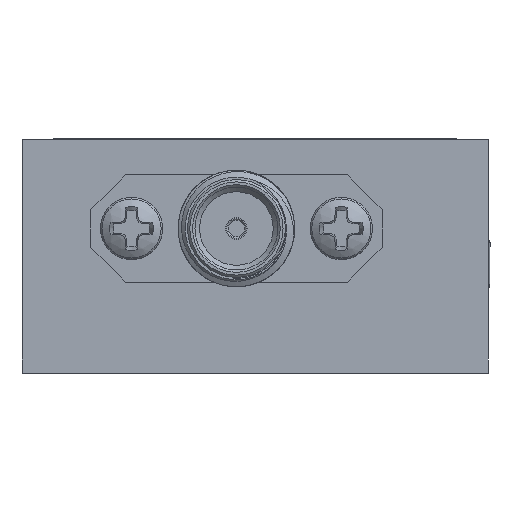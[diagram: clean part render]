
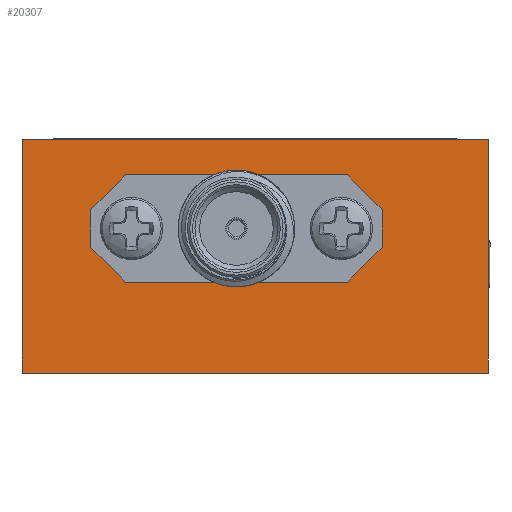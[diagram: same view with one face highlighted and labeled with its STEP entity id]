
A CAD part, left-side view. The second image highlights one B-rep face of the part: STEP entity #20307.
In plain terms, the highlighted planar face has unit normal (-1, 0, 0).
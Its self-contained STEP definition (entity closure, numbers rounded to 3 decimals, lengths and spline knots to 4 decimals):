
#1057 = CARTESIAN_POINT ( 'NONE',  ( -0.535, 0.2163, -0.1162 ) ) ;
#1520 = CARTESIAN_POINT ( 'NONE',  ( -0.535, 0.5, 0.25 ) ) ;
#1671 = CARTESIAN_POINT ( 'NONE',  ( -0.535, -0.5, 0.25 ) ) ;
#1749 = DIRECTION ( 'NONE',  ( 0., -0.707, 0.707 ) ) ;
#2512 = ORIENTED_EDGE ( 'NONE', *, *, #33244, .F. ) ;
#2726 = LINE ( 'NONE', #29158, #17156 ) ;
#2810 = PLANE ( 'NONE',  #39840 ) ;
#2879 = DIRECTION ( 'NONE',  ( 0., -1., 0. ) ) ;
#2914 = DIRECTION ( 'NONE',  ( 0., -1., 0. ) ) ;
#3187 = LINE ( 'NONE', #1057, #31679 ) ;
#3295 = VERTEX_POINT ( 'NONE', #17569 ) ;
#3850 = FACE_OUTER_BOUND ( 'NONE', #39212, .T. ) ;
#4375 = DIRECTION ( 'NONE',  ( 0., 0.707, 0.707 ) ) ;
#4437 = DIRECTION ( 'NONE',  ( 0., 0., 1. ) ) ;
#4943 = EDGE_CURVE ( 'NONE', #12875, #39416, #27358, .T. ) ;
#5053 = ORIENTED_EDGE ( 'NONE', *, *, #17954, .T. ) ;
#5552 = EDGE_CURVE ( 'NONE', #12875, #3295, #39246, .T. ) ;
#5717 = CARTESIAN_POINT ( 'NONE',  ( -0.535, -0.5, 0.25 ) ) ;
#5868 = ORIENTED_EDGE ( 'NONE', *, *, #31353, .T. ) ;
#6567 = LINE ( 'NONE', #37696, #36094 ) ;
#6767 = VECTOR ( 'NONE', #36166, 39.3701 ) ;
#7802 = ORIENTED_EDGE ( 'NONE', *, *, #29173, .T. ) ;
#8017 = CARTESIAN_POINT ( 'NONE',  ( -0.535, -0.2725, -0.055 ) ) ;
#8241 = ORIENTED_EDGE ( 'NONE', *, *, #4943, .T. ) ;
#8348 = LINE ( 'NONE', #1671, #39967 ) ;
#8620 = LINE ( 'NONE', #13146, #25207 ) ;
#8865 = DIRECTION ( 'NONE',  ( 0., -0.707, -0.707 ) ) ;
#9053 = CARTESIAN_POINT ( 'NONE',  ( -0.535, -0.1975, -0.055 ) ) ;
#10367 = VERTEX_POINT ( 'NONE', #9053 ) ;
#10495 = VERTEX_POINT ( 'NONE', #21753 ) ;
#10622 = DIRECTION ( 'NONE',  ( 0., 0.707, -0.707 ) ) ;
#11223 = ORIENTED_EDGE ( 'NONE', *, *, #5552, .F. ) ;
#11612 = EDGE_CURVE ( 'NONE', #28317, #10367, #15568, .T. ) ;
#11704 = CARTESIAN_POINT ( 'NONE',  ( -0.535, 0.2162, 0.2363 ) ) ;
#12462 = DIRECTION ( 'NONE',  ( 1., 0., 0. ) ) ;
#12844 = CARTESIAN_POINT ( 'NONE',  ( -0.535, 0.3525, 0.1 ) ) ;
#12860 = CARTESIAN_POINT ( 'NONE',  ( -0.535, 0.5, 0.25 ) ) ;
#12875 = VERTEX_POINT ( 'NONE', #1520 ) ;
#13146 = CARTESIAN_POINT ( 'NONE',  ( -0.535, 0.3525, 0.175 ) ) ;
#13296 = LINE ( 'NONE', #11704, #14335 ) ;
#13534 = EDGE_LOOP ( 'NONE', ( #32078, #5868, #27713, #41267, #15200, #7802, #2512, #5053 ) ) ;
#14335 = VECTOR ( 'NONE', #1749, 39.3701 ) ;
#14830 = CARTESIAN_POINT ( 'NONE',  ( -0.535, -0.1975, 0.175 ) ) ;
#15200 = ORIENTED_EDGE ( 'NONE', *, *, #24660, .F. ) ;
#15568 = LINE ( 'NONE', #41221, #17624 ) ;
#16441 = DIRECTION ( 'NONE',  ( 0., 1., 0. ) ) ;
#17156 = VECTOR ( 'NONE', #8865, 39.3701 ) ;
#17569 = CARTESIAN_POINT ( 'NONE',  ( -0.535, -0.5, 0.25 ) ) ;
#17624 = VECTOR ( 'NONE', #38080, 39.3701 ) ;
#17671 = CARTESIAN_POINT ( 'NONE',  ( -0.535, 0.5, -0.25 ) ) ;
#17954 = EDGE_CURVE ( 'NONE', #40647, #10367, #6567, .T. ) ;
#18114 = LINE ( 'NONE', #22939, #38349 ) ;
#20307 = ADVANCED_FACE ( 'NONE', ( #21403, #3850 ), #2810, .F. ) ;
#21403 = FACE_BOUND ( 'NONE', #13534, .T. ) ;
#21753 = CARTESIAN_POINT ( 'NONE',  ( -0.535, -0.2725, 0.1 ) ) ;
#22939 = CARTESIAN_POINT ( 'NONE',  ( -0.535, -0.5, -0.25 ) ) ;
#23431 = VERTEX_POINT ( 'NONE', #38565 ) ;
#24660 = EDGE_CURVE ( 'NONE', #27266, #23431, #8620, .T. ) ;
#25207 = VECTOR ( 'NONE', #16441, 39.3701 ) ;
#25599 = CARTESIAN_POINT ( 'NONE',  ( -0.535, -0.5, 0.25 ) ) ;
#27266 = VERTEX_POINT ( 'NONE', #14830 ) ;
#27358 = LINE ( 'NONE', #12860, #40808 ) ;
#27713 = ORIENTED_EDGE ( 'NONE', *, *, #38854, .F. ) ;
#27992 = DIRECTION ( 'NONE',  ( 0., 0., -1. ) ) ;
#28050 = ORIENTED_EDGE ( 'NONE', *, *, #30962, .F. ) ;
#28317 = VERTEX_POINT ( 'NONE', #36033 ) ;
#28459 = VERTEX_POINT ( 'NONE', #32558 ) ;
#29158 = CARTESIAN_POINT ( 'NONE',  ( -0.535, -0.1363, 0.2362 ) ) ;
#29173 = EDGE_CURVE ( 'NONE', #27266, #10495, #2726, .T. ) ;
#29686 = DIRECTION ( 'NONE',  ( 0., 0., -1. ) ) ;
#30130 = ORIENTED_EDGE ( 'NONE', *, *, #32168, .T. ) ;
#30392 = CARTESIAN_POINT ( 'NONE',  ( -0.535, 0.3525, -0.055 ) ) ;
#30962 = EDGE_CURVE ( 'NONE', #3295, #35703, #8348, .T. ) ;
#31353 = EDGE_CURVE ( 'NONE', #28317, #28459, #3187, .T. ) ;
#31589 = VECTOR ( 'NONE', #4437, 39.3701 ) ;
#31679 = VECTOR ( 'NONE', #4375, 39.3701 ) ;
#32078 = ORIENTED_EDGE ( 'NONE', *, *, #11612, .F. ) ;
#32168 = EDGE_CURVE ( 'NONE', #39416, #35703, #18114, .T. ) ;
#32558 = CARTESIAN_POINT ( 'NONE',  ( -0.535, 0.3525, 0.02 ) ) ;
#33038 = VECTOR ( 'NONE', #2914, 39.3701 ) ;
#33244 = EDGE_CURVE ( 'NONE', #40647, #10495, #35749, .T. ) ;
#33796 = VERTEX_POINT ( 'NONE', #12844 ) ;
#35681 = DIRECTION ( 'NONE',  ( 0., 0., -1. ) ) ;
#35703 = VERTEX_POINT ( 'NONE', #36749 ) ;
#35749 = LINE ( 'NONE', #8017, #31589 ) ;
#36033 = CARTESIAN_POINT ( 'NONE',  ( -0.535, 0.2775, -0.055 ) ) ;
#36094 = VECTOR ( 'NONE', #10622, 39.3701 ) ;
#36166 = DIRECTION ( 'NONE',  ( 0., 0., -1. ) ) ;
#36749 = CARTESIAN_POINT ( 'NONE',  ( -0.535, -0.5, -0.25 ) ) ;
#37636 = CARTESIAN_POINT ( 'NONE',  ( -0.535, -0.2725, 0.02 ) ) ;
#37696 = CARTESIAN_POINT ( 'NONE',  ( -0.535, -0.1362, -0.1163 ) ) ;
#38080 = DIRECTION ( 'NONE',  ( 0., -1., 0. ) ) ;
#38349 = VECTOR ( 'NONE', #2879, 39.3701 ) ;
#38565 = CARTESIAN_POINT ( 'NONE',  ( -0.535, 0.2775, 0.175 ) ) ;
#38854 = EDGE_CURVE ( 'NONE', #33796, #28459, #39382, .T. ) ;
#39212 = EDGE_LOOP ( 'NONE', ( #30130, #28050, #11223, #8241 ) ) ;
#39246 = LINE ( 'NONE', #25599, #33038 ) ;
#39382 = LINE ( 'NONE', #30392, #6767 ) ;
#39416 = VERTEX_POINT ( 'NONE', #17671 ) ;
#39840 = AXIS2_PLACEMENT_3D ( 'NONE', #5717, #12462, #35681 ) ;
#39967 = VECTOR ( 'NONE', #27992, 39.3701 ) ;
#40647 = VERTEX_POINT ( 'NONE', #37636 ) ;
#40808 = VECTOR ( 'NONE', #29686, 39.3701 ) ;
#41221 = CARTESIAN_POINT ( 'NONE',  ( -0.535, 0.3525, -0.055 ) ) ;
#41267 = ORIENTED_EDGE ( 'NONE', *, *, #42327, .T. ) ;
#42327 = EDGE_CURVE ( 'NONE', #33796, #23431, #13296, .T. ) ;
